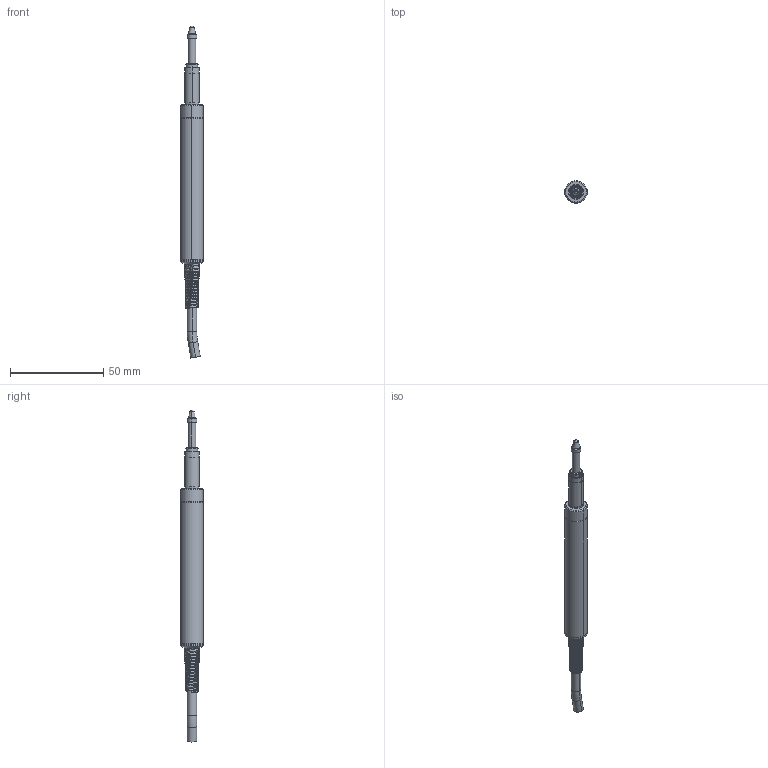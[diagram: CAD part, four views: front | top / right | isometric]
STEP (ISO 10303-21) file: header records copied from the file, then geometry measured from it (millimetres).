
FILE_DESCRIPTION((''),'2;1');
FILE_NAME('PM288_000_014_A_SW0001','2022-04-20T07:38:02',('FST'),('Sylvac SA'),'CREO PARAMETRIC BY PTC INC, 2017380','CREO PARAMETRIC BY PTC INC, 2017380','');
FILE_SCHEMA(('CONFIG_CONTROL_DESIGN'));
Length unit declared in the file: millimetre
Products named in the file (1): PM288_000_014_A_SW0001
Bounding box: 11.97 x 11.97 x 177.59 mm (x, y, z)
Surface area: 6946.7 mm2 (no closed solid volume)
Topology: 0 solids, 12 shells, 82 faces, 199 edges, 125 vertices
Faces by surface type: cylinder 24, cone 24, bspline 18, plane 10, torus 4, sphere 2
Entity records: 12943 total; most frequent: CARTESIAN_POINT 11104, DIRECTION 372, ORIENTED_EDGE 342, EDGE_CURVE 196, AXIS2_PLACEMENT_3D 162, VERTEX_POINT 125, CIRCLE 98, EDGE_LOOP 90
